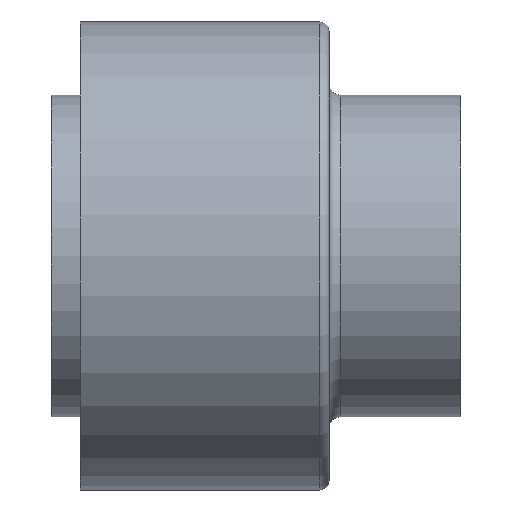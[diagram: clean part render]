
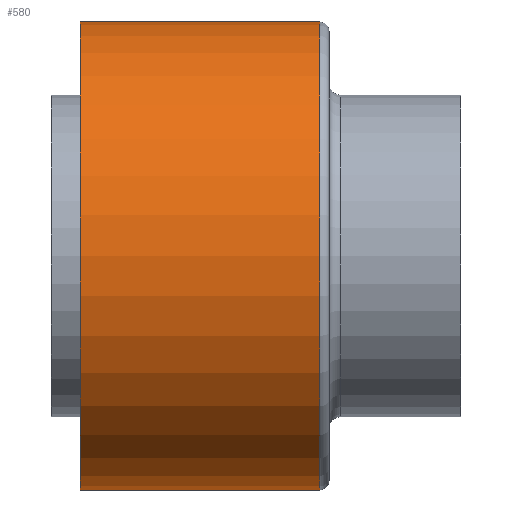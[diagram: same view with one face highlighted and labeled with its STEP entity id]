
A CAD part, top view. The second image highlights one B-rep face of the part: STEP entity #580.
In plain terms, the highlighted cylindrical face has radius 80 mm (diameter 160 mm), a full revolution.
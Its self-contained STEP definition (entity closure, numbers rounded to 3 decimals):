
#34=B_SPLINE_CURVE_WITH_KNOTS('',3,(#994,#995,#996,#997,#998,#999,#1000,
#1001,#1002,#1003,#1004,#1005,#1006,#1007,#1008,#1009,#1010,#1011,#1012),
 .UNSPECIFIED.,.T.,.F.,(1,1,1,1,1,1,1,1,1,1,1,1,1,1,1,1,1,1,1,1,1,1,1),
(-0.015,-0.01,-0.005,0.,0.005,
0.01,0.015,0.02,0.025,
0.03,0.035,0.04,0.045,
0.05,0.055,0.06,0.065,
0.07,0.075,0.08,0.085,
0.091,0.096),.UNSPECIFIED.);
#122=ORIENTED_EDGE('',*,*,#272,.F.);
#123=ORIENTED_EDGE('',*,*,#273,.T.);
#124=ORIENTED_EDGE('',*,*,#274,.F.);
#272=EDGE_CURVE('',#346,#346,#388,.T.);
#273=EDGE_CURVE('',#347,#347,#389,.T.);
#274=EDGE_CURVE('',#348,#348,#34,.T.);
#346=VERTEX_POINT('',#991);
#347=VERTEX_POINT('',#993);
#348=VERTEX_POINT('',#1013);
#388=CIRCLE('',#654,80.);
#389=CIRCLE('',#655,80.);
#421=EDGE_LOOP('',(#122));
#422=EDGE_LOOP('',(#123));
#423=EDGE_LOOP('',(#124));
#489=FACE_BOUND('',#421,.T.);
#490=FACE_BOUND('',#422,.T.);
#491=FACE_BOUND('',#423,.T.);
#554=CYLINDRICAL_SURFACE('',#653,80.);
#580=ADVANCED_FACE('',(#489,#490,#491),#554,.T.);
#653=AXIS2_PLACEMENT_3D('',#989,#778,#779);
#654=AXIS2_PLACEMENT_3D('',#990,#780,#781);
#655=AXIS2_PLACEMENT_3D('',#992,#782,#783);
#778=DIRECTION('',(1.,0.,0.));
#779=DIRECTION('',(0.,0.,-1.));
#780=DIRECTION('',(1.,0.,0.));
#781=DIRECTION('',(0.,0.,-1.));
#782=DIRECTION('',(1.,0.,0.));
#783=DIRECTION('',(0.,0.,-1.));
#989=CARTESIAN_POINT('',(70.,0.,0.));
#990=CARTESIAN_POINT('',(21.8,0.,0.));
#991=CARTESIAN_POINT('',(21.8,0.,-80.));
#992=CARTESIAN_POINT('',(-60.,0.,0.));
#993=CARTESIAN_POINT('',(-60.,0.,-80.));
#994=CARTESIAN_POINT('',(-12.171,-5.073,-79.887));
#995=CARTESIAN_POINT('',(-13.188,0.004,-80.056));
#996=CARTESIAN_POINT('',(-12.176,5.056,-79.888));
#997=CARTESIAN_POINT('',(-9.32,9.323,-79.483));
#998=CARTESIAN_POINT('',(-5.055,12.176,-79.075));
#999=CARTESIAN_POINT('',(-0.008,13.185,-78.904));
#1000=CARTESIAN_POINT('',(5.044,12.182,-79.074));
#1001=CARTESIAN_POINT('',(9.32,9.325,-79.482));
#1002=CARTESIAN_POINT('',(12.177,5.054,-79.888));
#1003=CARTESIAN_POINT('',(13.185,0.005,-80.056));
#1004=CARTESIAN_POINT('',(12.181,-5.044,-79.888));
#1005=CARTESIAN_POINT('',(9.33,-9.313,-79.484));
#1006=CARTESIAN_POINT('',(5.067,-12.172,-79.076));
#1007=CARTESIAN_POINT('',(0.011,-13.187,-78.904));
#1008=CARTESIAN_POINT('',(-5.046,-12.181,-79.075));
#1009=CARTESIAN_POINT('',(-9.315,-9.327,-79.482));
#1010=CARTESIAN_POINT('',(-12.171,-5.073,-79.887));
#1011=CARTESIAN_POINT('',(-13.188,0.004,-80.056));
#1012=CARTESIAN_POINT('',(-12.176,5.056,-79.888));
#1013=CARTESIAN_POINT('',(-12.85,0.,-80.));
